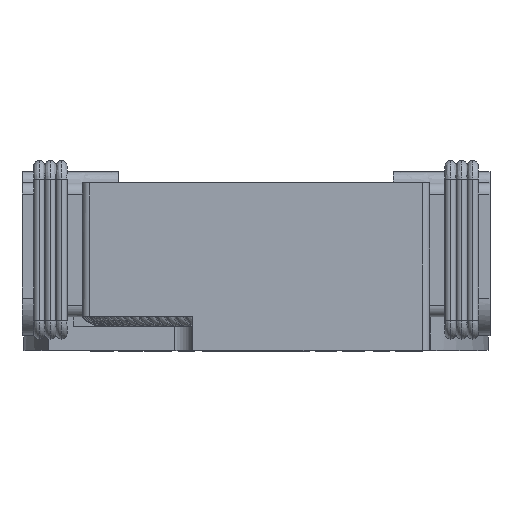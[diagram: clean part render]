
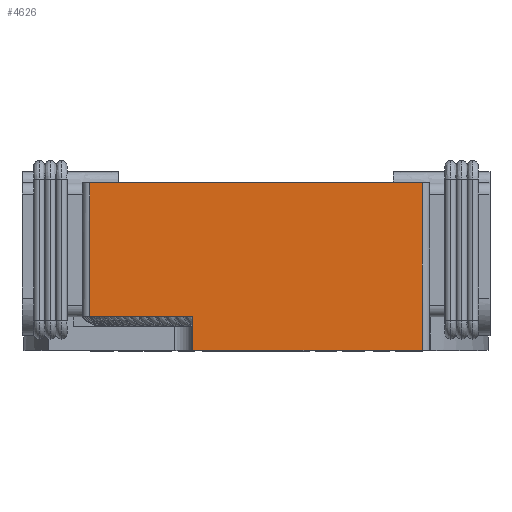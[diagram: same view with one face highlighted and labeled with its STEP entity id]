
A CAD part, top view. The second image highlights one B-rep face of the part: STEP entity #4626.
In plain terms, the highlighted free-form (B-spline) face has degree [1, 1] with [2, 2] control points.
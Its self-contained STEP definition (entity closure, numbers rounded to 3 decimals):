
#3053 = VERTEX_POINT('',#3054);
#3054 = CARTESIAN_POINT('',(5.486,-2.943,
    7.787));
#3060 = EDGE_CURVE('',#3061,#3053,#3063,.T.);
#3061 = VERTEX_POINT('',#3062);
#3062 = CARTESIAN_POINT('',(-2.085,-2.943,
    7.787));
#3063 = B_SPLINE_CURVE_WITH_KNOTS('',1,(#3064,#3065),.UNSPECIFIED.,.F.,
  .F.,(2,2),(4.6,10.773),.PIECEWISE_BEZIER_KNOTS.);
#3064 = CARTESIAN_POINT('',(-2.085,-2.943,
    7.787));
#3065 = CARTESIAN_POINT('',(5.486,-2.943,
    7.787));
#3603 = VERTEX_POINT('',#3604);
#3604 = CARTESIAN_POINT('',(-5.486,2.575,
    7.787));
#3610 = EDGE_CURVE('',#3603,#3611,#3613,.T.);
#3611 = VERTEX_POINT('',#3612);
#3612 = CARTESIAN_POINT('',(5.486,2.575,7.787
    ));
#3613 = B_SPLINE_CURVE_WITH_KNOTS('',1,(#3614,#3615),.UNSPECIFIED.,.F.,
  .F.,(2,2),(-9.147,-0.2),.PIECEWISE_BEZIER_KNOTS.);
#3614 = CARTESIAN_POINT('',(-5.486,2.575,
    7.787));
#3615 = CARTESIAN_POINT('',(5.486,2.575,7.787
    ));
#4626 = ADVANCED_FACE('',(#4627),#4655,.F.);
#4627 = FACE_BOUND('',#4628,.T.);
#4628 = EDGE_LOOP('',(#4629,#4630,#4635,#4636,#4643,#4650));
#4629 = ORIENTED_EDGE('',*,*,#3060,.T.);
#4630 = ORIENTED_EDGE('',*,*,#4631,.T.);
#4631 = EDGE_CURVE('',#3053,#3611,#4632,.T.);
#4632 = B_SPLINE_CURVE_WITH_KNOTS('',1,(#4633,#4634),.UNSPECIFIED.,.F.,
  .F.,(2,2),(-4.8,-0.3),.PIECEWISE_BEZIER_KNOTS.);
#4633 = CARTESIAN_POINT('',(5.486,-2.943,
    7.787));
#4634 = CARTESIAN_POINT('',(5.486,2.575,7.787
    ));
#4635 = ORIENTED_EDGE('',*,*,#3610,.F.);
#4636 = ORIENTED_EDGE('',*,*,#4637,.T.);
#4637 = EDGE_CURVE('',#3603,#4638,#4640,.T.);
#4638 = VERTEX_POINT('',#4639);
#4639 = CARTESIAN_POINT('',(-5.486,-1.839,
    7.787));
#4640 = B_SPLINE_CURVE_WITH_KNOTS('',1,(#4641,#4642),.UNSPECIFIED.,.F.,
  .F.,(2,2),(0.3,3.9),.PIECEWISE_BEZIER_KNOTS.);
#4641 = CARTESIAN_POINT('',(-5.486,2.575,
    7.787));
#4642 = CARTESIAN_POINT('',(-5.486,-1.839,
    7.787));
#4643 = ORIENTED_EDGE('',*,*,#4644,.F.);
#4644 = EDGE_CURVE('',#4645,#4638,#4647,.T.);
#4645 = VERTEX_POINT('',#4646);
#4646 = CARTESIAN_POINT('',(-2.085,-1.839,
    7.787));
#4647 = B_SPLINE_CURVE_WITH_KNOTS('',1,(#4648,#4649),.UNSPECIFIED.,.F.,
  .F.,(2,2),(0.,2.773),.PIECEWISE_BEZIER_KNOTS.);
#4648 = CARTESIAN_POINT('',(-2.085,-1.839,
    7.787));
#4649 = CARTESIAN_POINT('',(-5.486,-1.839,
    7.787));
#4650 = ORIENTED_EDGE('',*,*,#4651,.T.);
#4651 = EDGE_CURVE('',#4645,#3061,#4652,.T.);
#4652 = B_SPLINE_CURVE_WITH_KNOTS('',1,(#4653,#4654),.UNSPECIFIED.,.F.,
  .F.,(2,2),(-0.,0.9),.PIECEWISE_BEZIER_KNOTS.);
#4653 = CARTESIAN_POINT('',(-2.085,-1.839,
    7.787));
#4654 = CARTESIAN_POINT('',(-2.085,-2.943,
    7.787));
#4655 = B_SPLINE_SURFACE_WITH_KNOTS('',1,1,(
    (#4656,#4657)
    ,(#4658,#4659
    )),.UNSPECIFIED.,.F.,.F.,.F.,(2,2),(2,2),(-10.773,
    -1.827),(-4.8,-0.3),.PIECEWISE_BEZIER_KNOTS.);
#4656 = CARTESIAN_POINT('',(5.486,-2.943,
    7.787));
#4657 = CARTESIAN_POINT('',(5.486,2.575,7.787
    ));
#4658 = CARTESIAN_POINT('',(-5.486,-2.943,
    7.787));
#4659 = CARTESIAN_POINT('',(-5.486,2.575,
    7.787));
